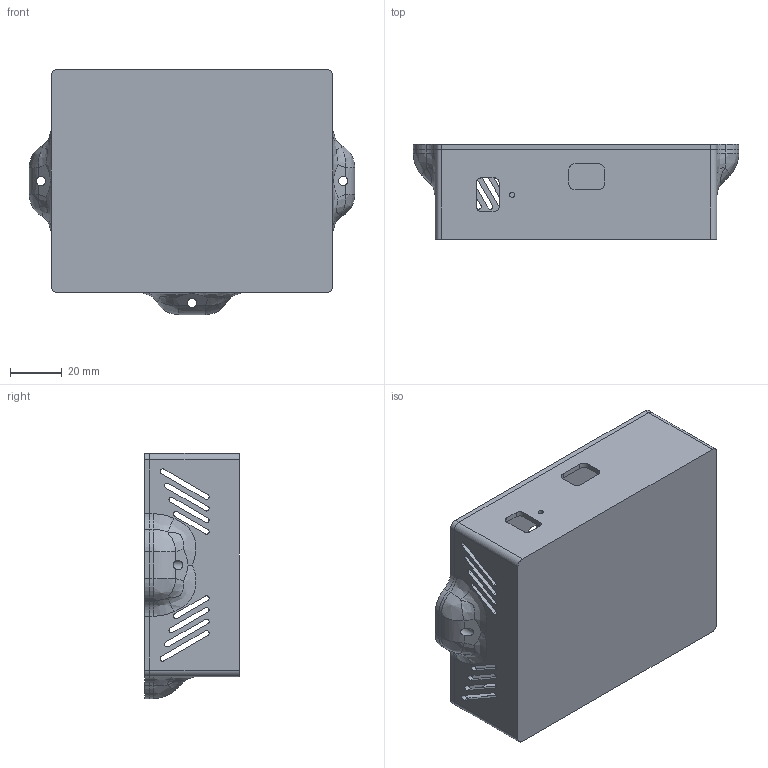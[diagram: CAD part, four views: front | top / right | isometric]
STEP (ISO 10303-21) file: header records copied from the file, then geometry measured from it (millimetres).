
FILE_DESCRIPTION(/* description */ (''),/* implementation_level */ '2;1');
FILE_NAME(/* name */ 'Electronics_Case v3.step',/* time_stamp */ '2023-12-09T14:44:02+01:00',/* author */ (''),/* organization */ (''),/* preprocessor_version */ 'ST-DEVELOPER v20',/* originating_system */ 'Autodesk Translation Framework v12.14.0.127',/* authorisation */ '');
FILE_SCHEMA (('AUTOMOTIVE_DESIGN { 1 0 10303 214 3 1 1 }'));
Length unit declared in the file: millimetre
Products named in the file (1): Electronics_Case
Bounding box: 126 x 36.75 x 94.94 mm (x, y, z)
Volume: 66609.6 mm3; surface area: 64334.8 mm2
Topology: 2 solids, 2 shells, 288 faces, 822 edges, 540 vertices
Faces by surface type: cylinder 139, plane 125, bspline 24
Full cylindrical faces by diameter (mm): 1.5 x4, 2 x1, 3 x4, 3.6 x6, 29 x1
Entity records: 10489 total; most frequent: CARTESIAN_POINT 2654, ORIENTED_EDGE 1644, DIRECTION 1589, EDGE_CURVE 822, AXIS2_PLACEMENT_3D 551, VERTEX_POINT 540, LINE 487, VECTOR 487
